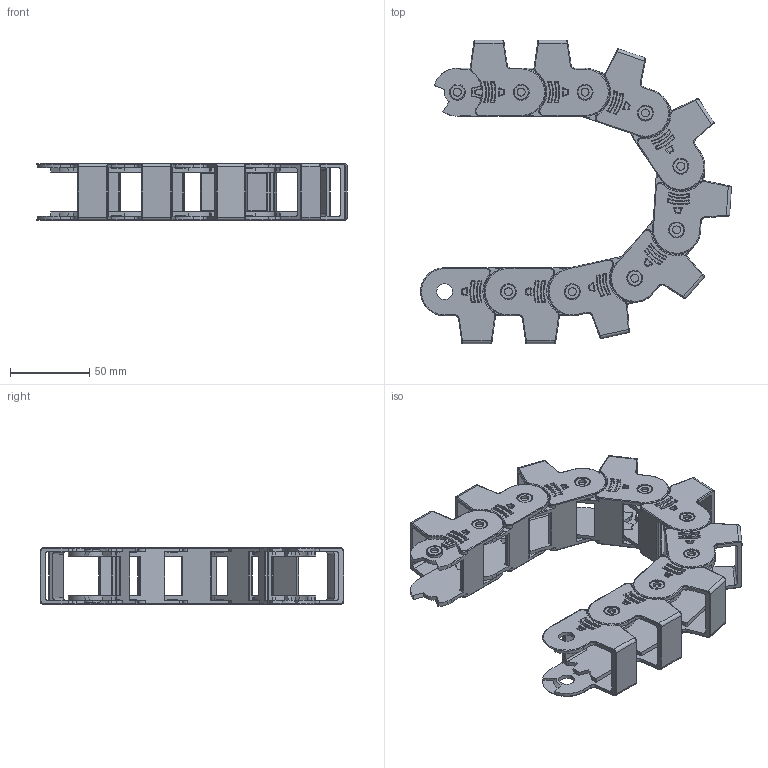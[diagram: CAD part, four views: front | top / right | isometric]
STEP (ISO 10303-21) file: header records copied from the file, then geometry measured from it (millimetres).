
FILE_DESCRIPTION (( 'STEP AP203' ), '1' );
FILE_NAME ('CK41 R 63 MONTAJ.STEP', '2022-01-13T13:55:21', ( '' ), ( '' ), 'SwSTEP 2.0', 'SolidWorks 2017', '' );
FILE_SCHEMA (( 'CONFIG_CONTROL_DESIGN' ));
Products named in the file (1): CK41 R 63 MONTAJ
Bounding box: 196.24 x 191.52 x 35.78 mm (x, y, z)
Volume: 149527.5 mm3; surface area: 116990.1 mm2
Topology: 9 solids, 9 shells, 3465 faces, 8622 edges, 5031 vertices
Faces by surface type: cylinder 1467, torus 864, plane 720, sphere 252, bspline 144, cone 18
Entity records: 106976 total; most frequent: CARTESIAN_POINT 24823, DIRECTION 18911, ORIENTED_EDGE 16740, EDGE_CURVE 8370, AXIS2_PLACEMENT_3D 7921, VERTEX_POINT 4995, CIRCLE 4599, EDGE_LOOP 3591
